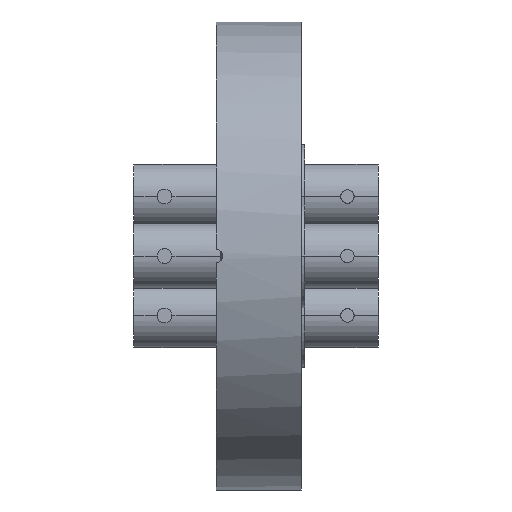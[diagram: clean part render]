
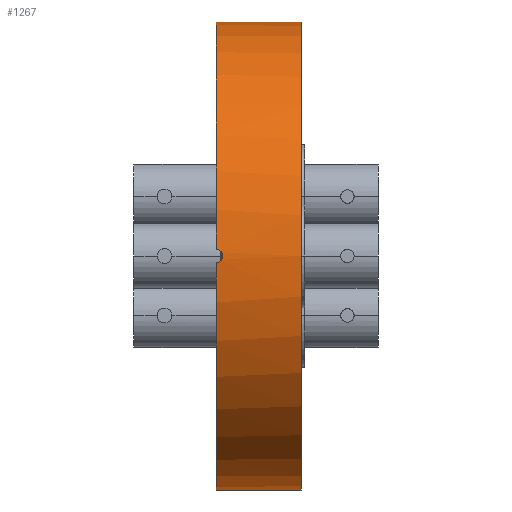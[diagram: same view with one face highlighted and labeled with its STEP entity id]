
A CAD part, left-side view. The second image highlights one B-rep face of the part: STEP entity #1267.
In plain terms, the highlighted cylindrical face has radius 34.95 mm (diameter 69.9 mm), a partial arc.
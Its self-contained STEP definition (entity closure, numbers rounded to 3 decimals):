
#30 = CARTESIAN_POINT ( 'NONE',  ( -34.949, -0.974, -0.261 ) ) ;
#47 = CARTESIAN_POINT ( 'NONE',  ( -34.95, -1., 0.131 ) ) ;
#49 = AXIS2_PLACEMENT_3D ( 'NONE', #2660, #2096, #338 ) ;
#81 = VERTEX_POINT ( 'NONE', #1280 ) ;
#128 = CARTESIAN_POINT ( 'NONE',  ( 0., -12.7, -34.95 ) ) ;
#153 = CYLINDRICAL_SURFACE ( 'NONE', #1154, 34.95 ) ;
#232 = VERTEX_POINT ( 'NONE', #2621 ) ;
#299 = AXIS2_PLACEMENT_3D ( 'NONE', #855, #2967, #2670 ) ;
#338 = DIRECTION ( 'NONE',  ( 0., 0., 1. ) ) ;
#353 = CARTESIAN_POINT ( 'NONE',  ( -34.947, -0.874, 0.503 ) ) ;
#382 = VERTEX_POINT ( 'NONE', #2935 ) ;
#397 = EDGE_CURVE ( 'NONE', #537, #1714, #2342, .T. ) ;
#537 = VERTEX_POINT ( 'NONE', #981 ) ;
#541 = CIRCLE ( 'NONE', #49, 34.95 ) ;
#615 = CARTESIAN_POINT ( 'NONE',  ( -34.947, -0.874, -0.503 ) ) ;
#629 = DIRECTION ( 'NONE',  ( 0., 0., 1. ) ) ;
#761 = EDGE_CURVE ( 'NONE', #976, #232, #1009, .T. ) ;
#797 = CARTESIAN_POINT ( 'NONE',  ( -34.936, 0., -1. ) ) ;
#821 = EDGE_CURVE ( 'NONE', #1714, #81, #1450, .T. ) ;
#845 = CARTESIAN_POINT ( 'NONE',  ( -34.936, -0.262, 0.974 ) ) ;
#855 = CARTESIAN_POINT ( 'NONE',  ( 0., 0., 0. ) ) ;
#976 = VERTEX_POINT ( 'NONE', #1775 ) ;
#981 = CARTESIAN_POINT ( 'NONE',  ( 0., -12.7, -34.95 ) ) ;
#1009 = CIRCLE ( 'NONE', #299, 34.95 ) ;
#1073 = CARTESIAN_POINT ( 'NONE',  ( -34.939, -0.521, -0.893 ) ) ;
#1154 = AXIS2_PLACEMENT_3D ( 'NONE', #1446, #1194, #2215 ) ;
#1194 = DIRECTION ( 'NONE',  ( 0., 1., 0. ) ) ;
#1244 = ORIENTED_EDGE ( 'NONE', *, *, #1573, .F. ) ;
#1267 = ADVANCED_FACE ( 'NONE', ( #2725 ), #153, .T. ) ;
#1280 = CARTESIAN_POINT ( 'NONE',  ( 0., 0., 34.95 ) ) ;
#1290 = ORIENTED_EDGE ( 'NONE', *, *, #821, .T. ) ;
#1324 = CARTESIAN_POINT ( 'NONE',  ( -34.936, -0.264, -1. ) ) ;
#1342 = CARTESIAN_POINT ( 'NONE',  ( -34.936, 0., 1. ) ) ;
#1446 = CARTESIAN_POINT ( 'NONE',  ( 0., -12.7, 0. ) ) ;
#1450 = LINE ( 'NONE', #3245, #2461 ) ;
#1479 = CARTESIAN_POINT ( 'NONE',  ( 0., -12.7, 34.95 ) ) ;
#1521 = EDGE_CURVE ( 'NONE', #382, #232, #1848, .T. ) ;
#1573 = EDGE_CURVE ( 'NONE', #382, #81, #541, .T. ) ;
#1636 = CARTESIAN_POINT ( 'NONE',  ( -34.95, -1., -0.13 ) ) ;
#1653 = CARTESIAN_POINT ( 'NONE',  ( 0., -12.7, 0. ) ) ;
#1714 = VERTEX_POINT ( 'NONE', #1479 ) ;
#1718 = EDGE_CURVE ( 'NONE', #537, #976, #3271, .T. ) ;
#1775 = CARTESIAN_POINT ( 'NONE',  ( 0., 0., -34.95 ) ) ;
#1848 = B_SPLINE_CURVE_WITH_KNOTS ( 'NONE', 3,
 ( #1342, #2622, #845, #2900, #2639, #2364, #353, #2604, #47, #1636, #30, #615, #3123, #1073, #1324, #797 ),
 .UNSPECIFIED., .F., .F.,
 ( 4, 2, 2, 2, 2, 2, 2, 4 ),
 ( 0., 0., 0.001, 0.001, 0.002, 0.002, 0.002, 0.003 ),
 .UNSPECIFIED. ) ;
#1920 = AXIS2_PLACEMENT_3D ( 'NONE', #1653, #2952, #629 ) ;
#2096 = DIRECTION ( 'NONE',  ( 0., 1., 0. ) ) ;
#2215 = DIRECTION ( 'NONE',  ( 0., 0., 1. ) ) ;
#2255 = DIRECTION ( 'NONE',  ( 0., 1., 0. ) ) ;
#2342 = CIRCLE ( 'NONE', #1920, 34.95 ) ;
#2364 = CARTESIAN_POINT ( 'NONE',  ( -34.945, -0.799, 0.615 ) ) ;
#2410 = VECTOR ( 'NONE', #3235, 1000. ) ;
#2461 = VECTOR ( 'NONE', #2255, 1000. ) ;
#2604 = CARTESIAN_POINT ( 'NONE',  ( -34.949, -0.974, 0.263 ) ) ;
#2621 = CARTESIAN_POINT ( 'NONE',  ( -34.936, 0., -1. ) ) ;
#2622 = CARTESIAN_POINT ( 'NONE',  ( -34.936, -0.132, 1. ) ) ;
#2639 = CARTESIAN_POINT ( 'NONE',  ( -34.941, -0.615, 0.799 ) ) ;
#2656 = EDGE_LOOP ( 'NONE', ( #2697, #3284, #1290, #1244, #3191, #3026 ) ) ;
#2660 = CARTESIAN_POINT ( 'NONE',  ( 0., 0., 0. ) ) ;
#2670 = DIRECTION ( 'NONE',  ( 0., 0., 1. ) ) ;
#2697 = ORIENTED_EDGE ( 'NONE', *, *, #1718, .F. ) ;
#2725 = FACE_OUTER_BOUND ( 'NONE', #2656, .T. ) ;
#2900 = CARTESIAN_POINT ( 'NONE',  ( -34.939, -0.504, 0.874 ) ) ;
#2935 = CARTESIAN_POINT ( 'NONE',  ( -34.936, 0., 1. ) ) ;
#2952 = DIRECTION ( 'NONE',  ( 0., 1., 0. ) ) ;
#2967 = DIRECTION ( 'NONE',  ( 0., 1., 0. ) ) ;
#3026 = ORIENTED_EDGE ( 'NONE', *, *, #761, .F. ) ;
#3123 = CARTESIAN_POINT ( 'NONE',  ( -34.945, -0.801, -0.613 ) ) ;
#3191 = ORIENTED_EDGE ( 'NONE', *, *, #1521, .T. ) ;
#3235 = DIRECTION ( 'NONE',  ( 0., 1., 0. ) ) ;
#3245 = CARTESIAN_POINT ( 'NONE',  ( 0., -12.7, 34.95 ) ) ;
#3271 = LINE ( 'NONE', #128, #2410 ) ;
#3284 = ORIENTED_EDGE ( 'NONE', *, *, #397, .T. ) ;
